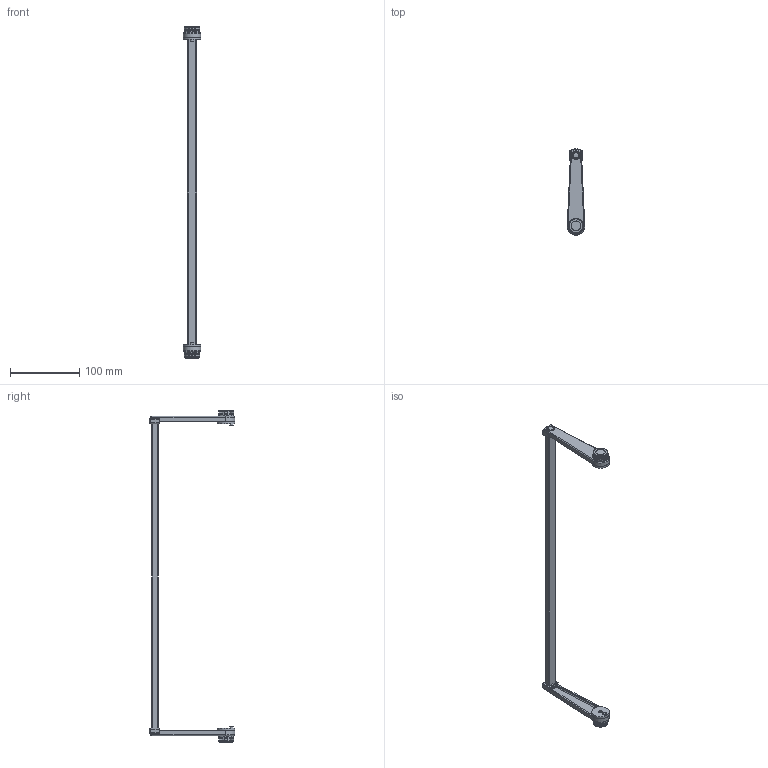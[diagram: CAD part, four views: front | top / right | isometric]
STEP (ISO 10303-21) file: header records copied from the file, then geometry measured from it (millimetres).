
FILE_DESCRIPTION(/* description */ (''),/* implementation_level */ '2;1');
FILE_NAME(/* name */ '95007244_IT 004400 HS2.stp',/* time_stamp */ '2016-09-28T13:45:32+02:00',/* author */ ('Watermann'),/* organization */ ('Fa. Bopla'),/* preprocessor_version */ 'ST-DEVELOPER v16.1',/* originating_system */ 'Autodesk Inventor 2016',/* authorisation */ '');
FILE_SCHEMA (('AUTOMOTIVE_DESIGN { 1 0 10303 214 3 1 1 }'));
Length unit declared in the file: millimetre
Products named in the file (12): HS-2_SEITENTEIL; HS-2_SEITENTEIL_1; HS-2_LAGER; HS-2_LAGER_1; HS-2_RÄNDELSCHRAUBE; HS-2_RÄNDELSCHRAUBE_1; HS-2_STOPFEN; HS-2_STOPFEN_1; HS-2_RUTSCHBREMSE; HS-2_RUTSCHBREMSE_1; HS-2_PROFIL-444_4; 95007244_IT 004400 HS2
Assembly tree (16 placements, depth 3):
  95007244_IT 004400 HS2
    HS-2_SEITENTEIL_1  x2
      HS-2_SEITENTEIL
    HS-2_LAGER_1  x2
      HS-2_LAGER
    HS-2_RÄNDELSCHRAUBE_1  x2
      HS-2_RÄNDELSCHRAUBE
    HS-2_STOPFEN_1  x2
      HS-2_STOPFEN
    HS-2_RUTSCHBREMSE_1  x2
      HS-2_RUTSCHBREMSE
    HS-2_PROFIL-444_4
Bounding box: 25.4 x 123.63 x 478.4 mm (x, y, z)
Volume: 61127.3 mm3; surface area: 62461.4 mm2
Topology: 11 solids, 11 shells, 720 faces, 1926 edges, 1236 vertices
Faces by surface type: plane 452, cylinder 152, cone 70, sphere 24, torus 14, bspline 8
Full cylindrical faces by diameter (mm): 4.334 x2, 5 x2, 5.3 x4, 10.1 x4, 10.3 x2, 11.3 x2, 12 x2, 13.6 x2, 17.1 x2, 20.3 x2, 20.7 x2, 21.5 x2, 25.4 x2
Entity records: 12026 total; most frequent: CARTESIAN_POINT 2223, DIRECTION 2041, ORIENTED_EDGE 1980, EDGE_CURVE 990, AXIS2_PLACEMENT_3D 705, VERTEX_POINT 656, LINE 631, VECTOR 631
